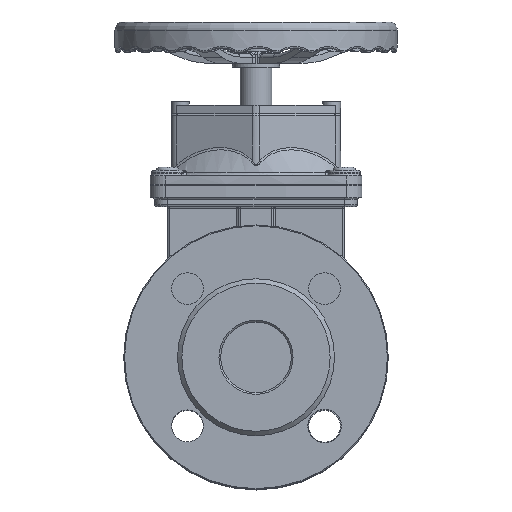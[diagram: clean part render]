
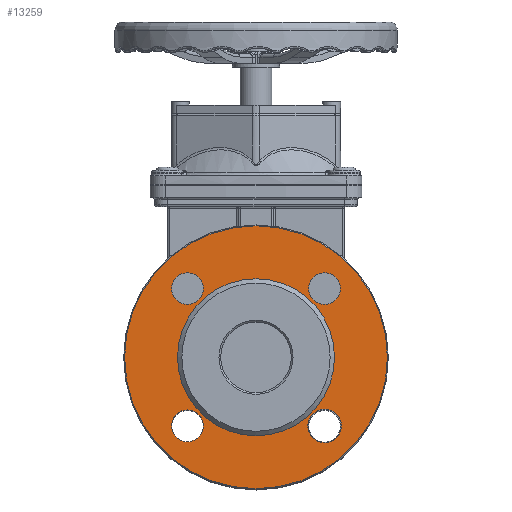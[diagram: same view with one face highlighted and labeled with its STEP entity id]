
A CAD part, top view. The second image highlights one B-rep face of the part: STEP entity #13259.
In plain terms, the highlighted planar face has unit normal (0, 0, 1).
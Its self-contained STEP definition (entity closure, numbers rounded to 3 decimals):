
#1109=FACE_BOUND('',#3856,.T.);
#1110=FACE_BOUND('',#3857,.T.);
#1111=FACE_BOUND('',#3858,.T.);
#1112=FACE_BOUND('',#3859,.T.);
#1113=FACE_BOUND('',#3860,.T.);
#1236=PLANE('',#14446);
#3017=FACE_OUTER_BOUND('',#3855,.T.);
#3855=EDGE_LOOP('',(#9759));
#3856=EDGE_LOOP('',(#9760));
#3857=EDGE_LOOP('',(#9761));
#3858=EDGE_LOOP('',(#9762));
#3859=EDGE_LOOP('',(#9763));
#3860=EDGE_LOOP('',(#9764));
#4640=CIRCLE('',#14441,74.5);
#4644=CIRCLE('',#14447,44.501);
#4645=CIRCLE('',#14448,9.);
#4646=CIRCLE('',#14449,9.5);
#4647=CIRCLE('',#14450,9.);
#4648=CIRCLE('',#14451,9.);
#5506=VERTEX_POINT('',#24453);
#5509=VERTEX_POINT('',#24464);
#5510=VERTEX_POINT('',#24466);
#5511=VERTEX_POINT('',#24468);
#5512=VERTEX_POINT('',#24470);
#5513=VERTEX_POINT('',#24472);
#7005=EDGE_CURVE('',#5506,#5506,#4640,.T.);
#7010=EDGE_CURVE('',#5509,#5509,#4644,.T.);
#7011=EDGE_CURVE('',#5510,#5510,#4645,.T.);
#7012=EDGE_CURVE('',#5511,#5511,#4646,.T.);
#7013=EDGE_CURVE('',#5512,#5512,#4647,.T.);
#7014=EDGE_CURVE('',#5513,#5513,#4648,.T.);
#9759=ORIENTED_EDGE('',*,*,#7005,.F.);
#9760=ORIENTED_EDGE('',*,*,#7010,.F.);
#9761=ORIENTED_EDGE('',*,*,#7011,.F.);
#9762=ORIENTED_EDGE('',*,*,#7012,.F.);
#9763=ORIENTED_EDGE('',*,*,#7013,.F.);
#9764=ORIENTED_EDGE('',*,*,#7014,.F.);
#13259=ADVANCED_FACE('',(#3017,#1109,#1110,#1111,#1112,#1113),#1236,.F.);
#14441=AXIS2_PLACEMENT_3D('',#24455,#16675,#16676);
#14446=AXIS2_PLACEMENT_3D('',#24463,#16686,#16687);
#14447=AXIS2_PLACEMENT_3D('',#24465,#16688,#16689);
#14448=AXIS2_PLACEMENT_3D('',#24467,#16690,#16691);
#14449=AXIS2_PLACEMENT_3D('',#24469,#16692,#16693);
#14450=AXIS2_PLACEMENT_3D('',#24471,#16694,#16695);
#14451=AXIS2_PLACEMENT_3D('',#24473,#16696,#16697);
#16675=DIRECTION('center_axis',(0.,0.,-1.));
#16676=DIRECTION('ref_axis',(1.,0.,0.));
#16686=DIRECTION('center_axis',(0.,0.,-1.));
#16687=DIRECTION('ref_axis',(-1.,0.,0.));
#16688=DIRECTION('center_axis',(0.,0.,1.));
#16689=DIRECTION('ref_axis',(-1.,0.,0.));
#16690=DIRECTION('center_axis',(0.,0.,1.));
#16691=DIRECTION('ref_axis',(1.,0.,0.));
#16692=DIRECTION('center_axis',(0.,0.,1.));
#16693=DIRECTION('ref_axis',(1.,0.,0.));
#16694=DIRECTION('center_axis',(0.,0.,1.));
#16695=DIRECTION('ref_axis',(1.,0.,0.));
#16696=DIRECTION('center_axis',(0.,0.,1.));
#16697=DIRECTION('ref_axis',(1.,0.,0.));
#24453=CARTESIAN_POINT('',(-74.5,0.,-0.5));
#24455=CARTESIAN_POINT('Origin',(0.,0.,-0.5));
#24463=CARTESIAN_POINT('Origin',(0.,0.,-0.5));
#24464=CARTESIAN_POINT('',(44.501,0.,-0.5));
#24465=CARTESIAN_POINT('Origin',(0.,0.,-0.5));
#24466=CARTESIAN_POINT('',(-47.891,-38.891,-0.5));
#24467=CARTESIAN_POINT('Origin',(-38.891,-38.891,-0.5));
#24468=CARTESIAN_POINT('',(29.391,-38.891,-0.5));
#24469=CARTESIAN_POINT('Origin',(38.891,-38.891,-0.5));
#24470=CARTESIAN_POINT('',(29.891,38.891,-0.5));
#24471=CARTESIAN_POINT('Origin',(38.891,38.891,-0.5));
#24472=CARTESIAN_POINT('',(-47.891,38.891,-0.5));
#24473=CARTESIAN_POINT('Origin',(-38.891,38.891,-0.5));
